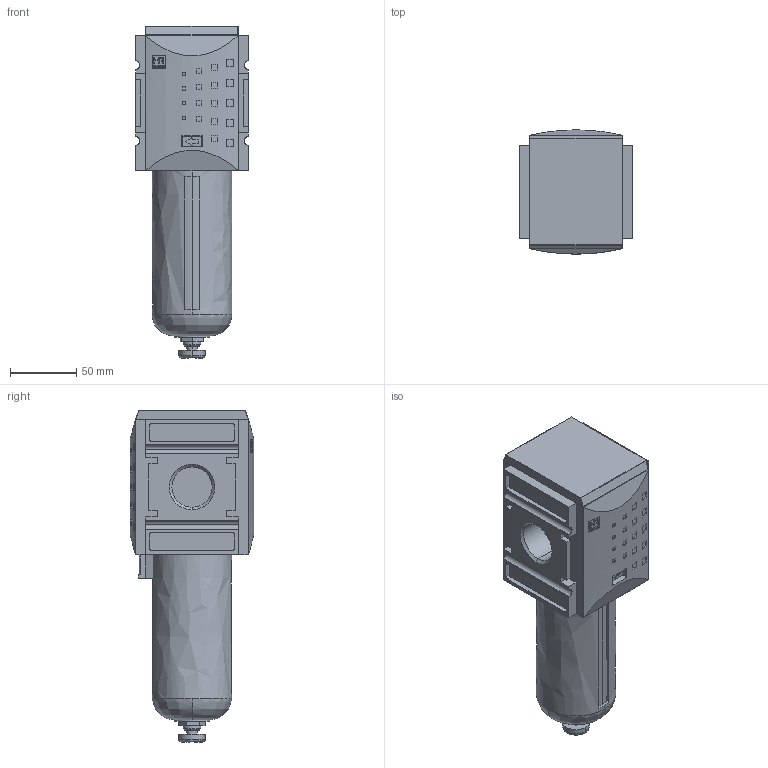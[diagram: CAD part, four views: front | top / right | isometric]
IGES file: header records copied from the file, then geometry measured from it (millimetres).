
Start section: SolidWorks IGES file using analytic representation for surfaces
Global section: file name: KFIL-41.IGS; native system: SolidWorks 2013; preprocessor: SolidWorks 2013; author: technolog; date: 140113.095706; units: millimetre
Bounding box: 85 x 93.27 x 249.8 mm (x, y, z)
Surface area: 96431.7 mm2 (no closed solid volume)
Topology: 0 solids, 2 shells, 710 faces, 3884 edges, 5080 vertices
Faces by surface type: plane 494, revolution 170, bspline 46
